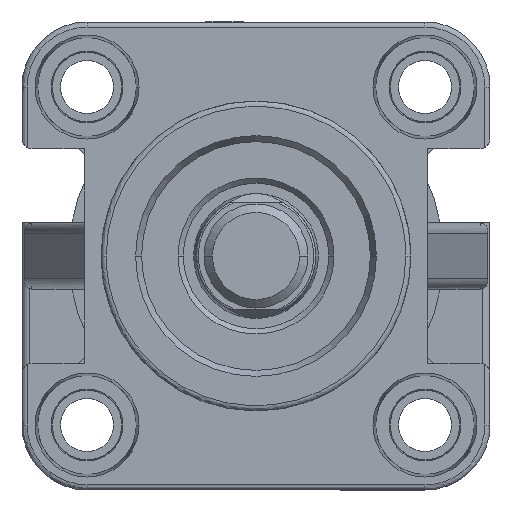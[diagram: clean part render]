
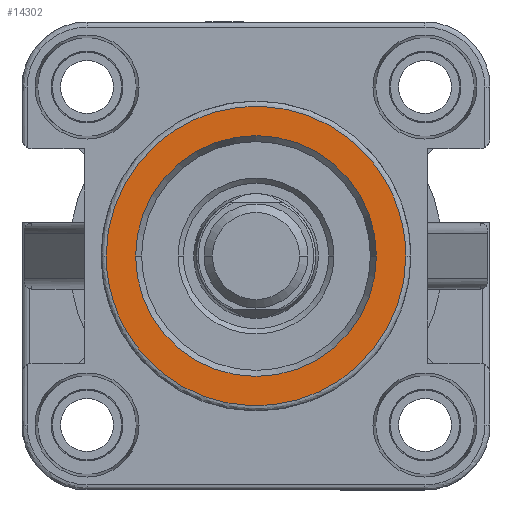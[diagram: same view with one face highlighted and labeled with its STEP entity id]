
A CAD part, left-side view. The second image highlights one B-rep face of the part: STEP entity #14302.
In plain terms, the highlighted planar face has unit normal (-1, 0, 0).
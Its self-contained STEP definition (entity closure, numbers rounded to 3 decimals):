
#410 = CARTESIAN_POINT ( 'NONE',  ( 0., 11., 0. ) ) ;
#1069 =( BOUNDED_CURVE ( )  B_SPLINE_CURVE ( 3, ( #9724, #5680, #15317, #4300 ),
 .UNSPECIFIED., .F., .F. ) 
 B_SPLINE_CURVE_WITH_KNOTS ( ( 4, 4 ),
 ( 0., 1. ),
 .UNSPECIFIED. ) 
 CURVE ( )  GEOMETRIC_REPRESENTATION_ITEM ( )  RATIONAL_B_SPLINE_CURVE ( ( 1., 0.333, 0.333, 1. ) ) 
 REPRESENTATION_ITEM ( '' )  );
#1324 = CARTESIAN_POINT ( 'NONE',  ( 0., -28.8, 14.4 ) ) ;
#1490 = DIRECTION ( 'NONE',  ( -1., 0., 0. ) ) ;
#2515 = CARTESIAN_POINT ( 'NONE',  ( 0., 0., 14.4 ) ) ;
#2902 = DIRECTION ( 'NONE',  ( 0., 0., 1. ) ) ;
#3330 = EDGE_CURVE ( 'NONE', #14127, #4036, #5153, .T. ) ;
#3732 = FACE_BOUND ( 'NONE', #10905, .T. ) ;
#4036 = VERTEX_POINT ( 'NONE', #11089 ) ;
#4300 = CARTESIAN_POINT ( 'NONE',  ( 0., 0., 14.4 ) ) ;
#5016 = ORIENTED_EDGE ( 'NONE', *, *, #3330, .F. ) ;
#5033 = ORIENTED_EDGE ( 'NONE', *, *, #13336, .F. ) ;
#5153 = CIRCLE ( 'NONE', #14520, 11.577 ) ;
#5190 =( BOUNDED_CURVE ( )  B_SPLINE_CURVE ( 3, ( #16257, #1324, #14841, #13575 ),
 .UNSPECIFIED., .F., .F. ) 
 B_SPLINE_CURVE_WITH_KNOTS ( ( 4, 4 ),
 ( 0., 1. ),
 .UNSPECIFIED. ) 
 CURVE ( )  GEOMETRIC_REPRESENTATION_ITEM ( )  RATIONAL_B_SPLINE_CURVE ( ( 1., 0.333, 0.333, 1. ) ) 
 REPRESENTATION_ITEM ( '' )  );
#5680 = CARTESIAN_POINT ( 'NONE',  ( 0., 28.8, -14.4 ) ) ;
#7087 = EDGE_CURVE ( 'NONE', #9968, #9818, #1069, .T. ) ;
#7123 = EDGE_LOOP ( 'NONE', ( #15808, #12632 ) ) ;
#9646 = CIRCLE ( 'NONE', #12407, 11.577 ) ;
#9724 = CARTESIAN_POINT ( 'NONE',  ( 0., 0., -14.4 ) ) ;
#9818 = VERTEX_POINT ( 'NONE', #2515 ) ;
#9968 = VERTEX_POINT ( 'NONE', #11761 ) ;
#10064 = DIRECTION ( 'NONE',  ( 1., 0., 0. ) ) ;
#10905 = EDGE_LOOP ( 'NONE', ( #5016, #5033 ) ) ;
#11089 = CARTESIAN_POINT ( 'NONE',  ( 0., 0., -11.577 ) ) ;
#11114 = CARTESIAN_POINT ( 'NONE',  ( 0., 0., 0. ) ) ;
#11351 = DIRECTION ( 'NONE',  ( -1., 0., 0. ) ) ;
#11761 = CARTESIAN_POINT ( 'NONE',  ( 0., 0., -14.4 ) ) ;
#12273 = FACE_OUTER_BOUND ( 'NONE', #7123, .T. ) ;
#12289 = CARTESIAN_POINT ( 'NONE',  ( 0., 0., 0. ) ) ;
#12407 = AXIS2_PLACEMENT_3D ( 'NONE', #12289, #1490, #2902 ) ;
#12493 = DIRECTION ( 'NONE',  ( 0., 0., 1. ) ) ;
#12632 = ORIENTED_EDGE ( 'NONE', *, *, #13867, .F. ) ;
#13336 = EDGE_CURVE ( 'NONE', #4036, #14127, #9646, .T. ) ;
#13346 = PLANE ( 'NONE',  #15865 ) ;
#13575 = CARTESIAN_POINT ( 'NONE',  ( 0., 0., -14.4 ) ) ;
#13743 = CARTESIAN_POINT ( 'NONE',  ( 0., 0., 11.577 ) ) ;
#13867 = EDGE_CURVE ( 'NONE', #9818, #9968, #5190, .T. ) ;
#14127 = VERTEX_POINT ( 'NONE', #13743 ) ;
#14302 = ADVANCED_FACE ( 'NONE', ( #3732, #12273 ), #13346, .F. ) ;
#14520 = AXIS2_PLACEMENT_3D ( 'NONE', #11114, #11351, #12493 ) ;
#14836 = DIRECTION ( 'NONE',  ( 0., 0., -1. ) ) ;
#14841 = CARTESIAN_POINT ( 'NONE',  ( 0., -28.8, -14.4 ) ) ;
#15317 = CARTESIAN_POINT ( 'NONE',  ( 0., 28.8, 14.4 ) ) ;
#15808 = ORIENTED_EDGE ( 'NONE', *, *, #7087, .F. ) ;
#15865 = AXIS2_PLACEMENT_3D ( 'NONE', #410, #10064, #14836 ) ;
#16257 = CARTESIAN_POINT ( 'NONE',  ( 0., 0., 14.4 ) ) ;
